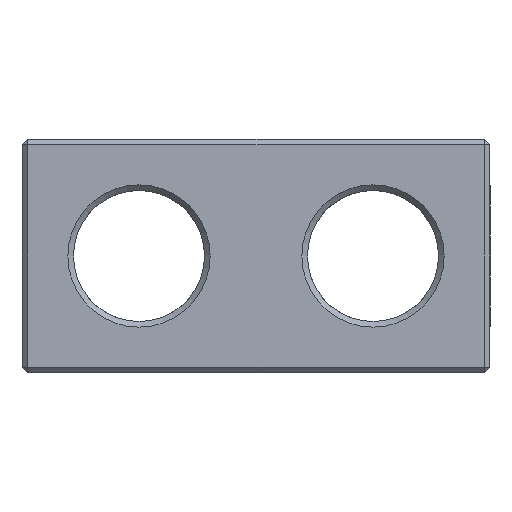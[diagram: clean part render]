
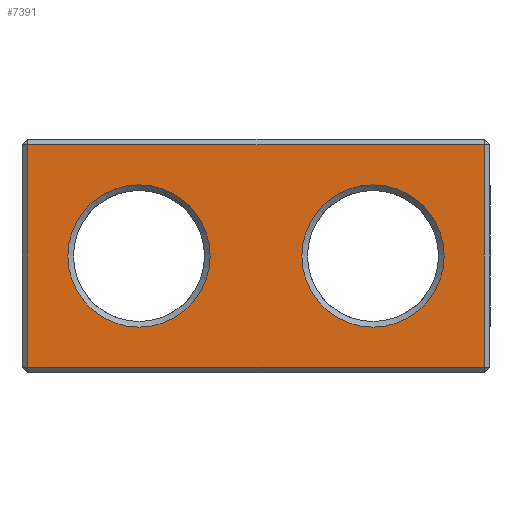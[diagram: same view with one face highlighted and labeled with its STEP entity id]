
A CAD part, left-side view. The second image highlights one B-rep face of the part: STEP entity #7391.
In plain terms, the highlighted planar face has unit normal (-1, 0, 0).
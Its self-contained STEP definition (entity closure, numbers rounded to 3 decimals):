
#345 = PLANE('',#346);
#346 = AXIS2_PLACEMENT_3D('',#347,#348,#349);
#347 = CARTESIAN_POINT('',(-81.1,18.75,0.15));
#348 = DIRECTION('',(-0.707,0.,-0.707
    ));
#349 = DIRECTION('',(0.,1.,0.));
#2069 = VERTEX_POINT('',#2070);
#2070 = CARTESIAN_POINT('',(-81.25,18.45,0.3));
#2091 = EDGE_CURVE('',#2069,#2092,#2094,.T.);
#2092 = VERTEX_POINT('',#2093);
#2093 = CARTESIAN_POINT('',(-81.25,-5.95,0.3));
#2094 = SURFACE_CURVE('',#2095,(#2099,#2106),.PCURVE_S1.);
#2095 = LINE('',#2096,#2097);
#2096 = CARTESIAN_POINT('',(-81.25,18.75,0.3));
#2097 = VECTOR('',#2098,1.);
#2098 = DIRECTION('',(0.,-1.,0.));
#2099 = PCURVE('',#345,#2100);
#2100 = DEFINITIONAL_REPRESENTATION('',(#2101),#2105);
#2101 = LINE('',#2102,#2103);
#2102 = CARTESIAN_POINT('',(0.,-0.212));
#2103 = VECTOR('',#2104,1.);
#2104 = DIRECTION('',(-1.,0.));
#2105 = ( GEOMETRIC_REPRESENTATION_CONTEXT(2) 
PARAMETRIC_REPRESENTATION_CONTEXT() REPRESENTATION_CONTEXT('2D SPACE',''
  ) );
#2106 = PCURVE('',#2107,#2112);
#2107 = PLANE('',#2108);
#2108 = AXIS2_PLACEMENT_3D('',#2109,#2110,#2111);
#2109 = CARTESIAN_POINT('',(-81.25,18.75,0.));
#2110 = DIRECTION('',(1.,0.,0.));
#2111 = DIRECTION('',(0.,-1.,0.));
#2112 = DEFINITIONAL_REPRESENTATION('',(#2113),#2117);
#2113 = LINE('',#2114,#2115);
#2114 = CARTESIAN_POINT('',(0.,-0.3));
#2115 = VECTOR('',#2116,1.);
#2116 = DIRECTION('',(1.,0.));
#2117 = ( GEOMETRIC_REPRESENTATION_CONTEXT(2) 
PARAMETRIC_REPRESENTATION_CONTEXT() REPRESENTATION_CONTEXT('2D SPACE',''
  ) );
#6237 = PLANE('',#6238);
#6238 = AXIS2_PLACEMENT_3D('',#6239,#6240,#6241);
#6239 = CARTESIAN_POINT('',(-81.1,18.6,0.));
#6240 = DIRECTION('',(-0.707,0.707,0.)
  );
#6241 = DIRECTION('',(0.,0.,-1.));
#7083 = PLANE('',#7084);
#7084 = AXIS2_PLACEMENT_3D('',#7085,#7086,#7087);
#7085 = CARTESIAN_POINT('',(-81.1,-6.1,0.));
#7086 = DIRECTION('',(-0.707,-0.707,0.
    ));
#7087 = DIRECTION('',(0.,0.,-1.));
#7391 = ADVANCED_FACE('',(#7392,#7467,#7502),#2107,.F.);
#7392 = FACE_BOUND('',#7393,.F.);
#7393 = EDGE_LOOP('',(#7394,#7424,#7445,#7446));
#7394 = ORIENTED_EDGE('',*,*,#7395,.T.);
#7395 = EDGE_CURVE('',#7396,#7398,#7400,.T.);
#7396 = VERTEX_POINT('',#7397);
#7397 = CARTESIAN_POINT('',(-81.25,18.45,12.2));
#7398 = VERTEX_POINT('',#7399);
#7399 = CARTESIAN_POINT('',(-81.25,-5.95,12.2));
#7400 = SURFACE_CURVE('',#7401,(#7405,#7412),.PCURVE_S1.);
#7401 = LINE('',#7402,#7403);
#7402 = CARTESIAN_POINT('',(-81.25,18.75,12.2));
#7403 = VECTOR('',#7404,1.);
#7404 = DIRECTION('',(0.,-1.,0.));
#7405 = PCURVE('',#2107,#7406);
#7406 = DEFINITIONAL_REPRESENTATION('',(#7407),#7411);
#7407 = LINE('',#7408,#7409);
#7408 = CARTESIAN_POINT('',(0.,-12.2));
#7409 = VECTOR('',#7410,1.);
#7410 = DIRECTION('',(1.,0.));
#7411 = ( GEOMETRIC_REPRESENTATION_CONTEXT(2) 
PARAMETRIC_REPRESENTATION_CONTEXT() REPRESENTATION_CONTEXT('2D SPACE',''
  ) );
#7412 = PCURVE('',#7413,#7418);
#7413 = PLANE('',#7414);
#7414 = AXIS2_PLACEMENT_3D('',#7415,#7416,#7417);
#7415 = CARTESIAN_POINT('',(-81.1,18.75,12.35));
#7416 = DIRECTION('',(0.707,0.,-0.707
    ));
#7417 = DIRECTION('',(0.,1.,0.));
#7418 = DEFINITIONAL_REPRESENTATION('',(#7419),#7423);
#7419 = LINE('',#7420,#7421);
#7420 = CARTESIAN_POINT('',(0.,-0.212));
#7421 = VECTOR('',#7422,1.);
#7422 = DIRECTION('',(-1.,0.));
#7423 = ( GEOMETRIC_REPRESENTATION_CONTEXT(2) 
PARAMETRIC_REPRESENTATION_CONTEXT() REPRESENTATION_CONTEXT('2D SPACE',''
  ) );
#7424 = ORIENTED_EDGE('',*,*,#7425,.F.);
#7425 = EDGE_CURVE('',#2092,#7398,#7426,.T.);
#7426 = SURFACE_CURVE('',#7427,(#7431,#7438),.PCURVE_S1.);
#7427 = LINE('',#7428,#7429);
#7428 = CARTESIAN_POINT('',(-81.25,-5.95,0.));
#7429 = VECTOR('',#7430,1.);
#7430 = DIRECTION('',(0.,0.,1.));
#7431 = PCURVE('',#2107,#7432);
#7432 = DEFINITIONAL_REPRESENTATION('',(#7433),#7437);
#7433 = LINE('',#7434,#7435);
#7434 = CARTESIAN_POINT('',(24.7,0.));
#7435 = VECTOR('',#7436,1.);
#7436 = DIRECTION('',(0.,-1.));
#7437 = ( GEOMETRIC_REPRESENTATION_CONTEXT(2) 
PARAMETRIC_REPRESENTATION_CONTEXT() REPRESENTATION_CONTEXT('2D SPACE',''
  ) );
#7438 = PCURVE('',#7083,#7439);
#7439 = DEFINITIONAL_REPRESENTATION('',(#7440),#7444);
#7440 = LINE('',#7441,#7442);
#7441 = CARTESIAN_POINT('',(0.,-0.212));
#7442 = VECTOR('',#7443,1.);
#7443 = DIRECTION('',(-1.,0.));
#7444 = ( GEOMETRIC_REPRESENTATION_CONTEXT(2) 
PARAMETRIC_REPRESENTATION_CONTEXT() REPRESENTATION_CONTEXT('2D SPACE',''
  ) );
#7445 = ORIENTED_EDGE('',*,*,#2091,.F.);
#7446 = ORIENTED_EDGE('',*,*,#7447,.T.);
#7447 = EDGE_CURVE('',#2069,#7396,#7448,.T.);
#7448 = SURFACE_CURVE('',#7449,(#7453,#7460),.PCURVE_S1.);
#7449 = LINE('',#7450,#7451);
#7450 = CARTESIAN_POINT('',(-81.25,18.45,0.));
#7451 = VECTOR('',#7452,1.);
#7452 = DIRECTION('',(0.,0.,1.));
#7453 = PCURVE('',#2107,#7454);
#7454 = DEFINITIONAL_REPRESENTATION('',(#7455),#7459);
#7455 = LINE('',#7456,#7457);
#7456 = CARTESIAN_POINT('',(0.3,0.));
#7457 = VECTOR('',#7458,1.);
#7458 = DIRECTION('',(0.,-1.));
#7459 = ( GEOMETRIC_REPRESENTATION_CONTEXT(2) 
PARAMETRIC_REPRESENTATION_CONTEXT() REPRESENTATION_CONTEXT('2D SPACE',''
  ) );
#7460 = PCURVE('',#6237,#7461);
#7461 = DEFINITIONAL_REPRESENTATION('',(#7462),#7466);
#7462 = LINE('',#7463,#7464);
#7463 = CARTESIAN_POINT('',(0.,0.212));
#7464 = VECTOR('',#7465,1.);
#7465 = DIRECTION('',(-1.,0.));
#7466 = ( GEOMETRIC_REPRESENTATION_CONTEXT(2) 
PARAMETRIC_REPRESENTATION_CONTEXT() REPRESENTATION_CONTEXT('2D SPACE',''
  ) );
#7467 = FACE_BOUND('',#7468,.F.);
#7468 = EDGE_LOOP('',(#7469));
#7469 = ORIENTED_EDGE('',*,*,#7470,.T.);
#7470 = EDGE_CURVE('',#7471,#7471,#7473,.T.);
#7471 = VERTEX_POINT('',#7472);
#7472 = CARTESIAN_POINT('',(-81.25,0.,10.05)
  );
#7473 = SURFACE_CURVE('',#7474,(#7479,#7490),.PCURVE_S1.);
#7474 = CIRCLE('',#7475,3.8);
#7475 = AXIS2_PLACEMENT_3D('',#7476,#7477,#7478);
#7476 = CARTESIAN_POINT('',(-81.25,0.,6.25));
#7477 = DIRECTION('',(-1.,0.,0.));
#7478 = DIRECTION('',(0.,0.,1.));
#7479 = PCURVE('',#2107,#7480);
#7480 = DEFINITIONAL_REPRESENTATION('',(#7481),#7489);
#7481 = ( BOUNDED_CURVE() B_SPLINE_CURVE(2,(#7482,#7483,#7484,#7485,
#7486,#7487,#7488),.UNSPECIFIED.,.T.,.F.) B_SPLINE_CURVE_WITH_KNOTS((1,2
    ,2,2,2,1),(-2.094,0.,2.094,4.189,
6.283,8.378),.UNSPECIFIED.) CURVE() 
GEOMETRIC_REPRESENTATION_ITEM() RATIONAL_B_SPLINE_CURVE((1.,0.5,1.,0.5,
1.,0.5,1.)) REPRESENTATION_ITEM('') );
#7482 = CARTESIAN_POINT('',(18.75,-10.05));
#7483 = CARTESIAN_POINT('',(12.168,-10.05));
#7484 = CARTESIAN_POINT('',(15.459,-4.35));
#7485 = CARTESIAN_POINT('',(18.75,1.35));
#7486 = CARTESIAN_POINT('',(22.041,-4.35));
#7487 = CARTESIAN_POINT('',(25.332,-10.05));
#7488 = CARTESIAN_POINT('',(18.75,-10.05));
#7489 = ( GEOMETRIC_REPRESENTATION_CONTEXT(2) 
PARAMETRIC_REPRESENTATION_CONTEXT() REPRESENTATION_CONTEXT('2D SPACE',''
  ) );
#7490 = PCURVE('',#7491,#7496);
#7491 = CONICAL_SURFACE('',#7492,3.5,0.785);
#7492 = AXIS2_PLACEMENT_3D('',#7493,#7494,#7495);
#7493 = CARTESIAN_POINT('',(-80.95,0.,6.25));
#7494 = DIRECTION('',(-1.,-0.,-0.));
#7495 = DIRECTION('',(0.,0.,1.));
#7496 = DEFINITIONAL_REPRESENTATION('',(#7497),#7501);
#7497 = LINE('',#7498,#7499);
#7498 = CARTESIAN_POINT('',(0.,0.3));
#7499 = VECTOR('',#7500,1.);
#7500 = DIRECTION('',(1.,0.));
#7501 = ( GEOMETRIC_REPRESENTATION_CONTEXT(2) 
PARAMETRIC_REPRESENTATION_CONTEXT() REPRESENTATION_CONTEXT('2D SPACE',''
  ) );
#7502 = FACE_BOUND('',#7503,.F.);
#7503 = EDGE_LOOP('',(#7504));
#7504 = ORIENTED_EDGE('',*,*,#7505,.T.);
#7505 = EDGE_CURVE('',#7506,#7506,#7508,.T.);
#7506 = VERTEX_POINT('',#7507);
#7507 = CARTESIAN_POINT('',(-81.25,12.5,10.05));
#7508 = SURFACE_CURVE('',#7509,(#7514,#7525),.PCURVE_S1.);
#7509 = CIRCLE('',#7510,3.8);
#7510 = AXIS2_PLACEMENT_3D('',#7511,#7512,#7513);
#7511 = CARTESIAN_POINT('',(-81.25,12.5,6.25));
#7512 = DIRECTION('',(-1.,0.,0.));
#7513 = DIRECTION('',(0.,0.,1.));
#7514 = PCURVE('',#2107,#7515);
#7515 = DEFINITIONAL_REPRESENTATION('',(#7516),#7524);
#7516 = ( BOUNDED_CURVE() B_SPLINE_CURVE(2,(#7517,#7518,#7519,#7520,
#7521,#7522,#7523),.UNSPECIFIED.,.T.,.F.) B_SPLINE_CURVE_WITH_KNOTS((1,2
    ,2,2,2,1),(-2.094,0.,2.094,4.189,
6.283,8.378),.UNSPECIFIED.) CURVE() 
GEOMETRIC_REPRESENTATION_ITEM() RATIONAL_B_SPLINE_CURVE((1.,0.5,1.,0.5,
1.,0.5,1.)) REPRESENTATION_ITEM('') );
#7517 = CARTESIAN_POINT('',(6.25,-10.05));
#7518 = CARTESIAN_POINT('',(-0.332,-10.05));
#7519 = CARTESIAN_POINT('',(2.959,-4.35));
#7520 = CARTESIAN_POINT('',(6.25,1.35));
#7521 = CARTESIAN_POINT('',(9.541,-4.35));
#7522 = CARTESIAN_POINT('',(12.832,-10.05));
#7523 = CARTESIAN_POINT('',(6.25,-10.05));
#7524 = ( GEOMETRIC_REPRESENTATION_CONTEXT(2) 
PARAMETRIC_REPRESENTATION_CONTEXT() REPRESENTATION_CONTEXT('2D SPACE',''
  ) );
#7525 = PCURVE('',#7526,#7531);
#7526 = CONICAL_SURFACE('',#7527,3.5,0.785);
#7527 = AXIS2_PLACEMENT_3D('',#7528,#7529,#7530);
#7528 = CARTESIAN_POINT('',(-80.95,12.5,6.25));
#7529 = DIRECTION('',(-1.,-0.,0.));
#7530 = DIRECTION('',(0.,0.,1.));
#7531 = DEFINITIONAL_REPRESENTATION('',(#7532),#7536);
#7532 = LINE('',#7533,#7534);
#7533 = CARTESIAN_POINT('',(0.,0.3));
#7534 = VECTOR('',#7535,1.);
#7535 = DIRECTION('',(1.,0.));
#7536 = ( GEOMETRIC_REPRESENTATION_CONTEXT(2) 
PARAMETRIC_REPRESENTATION_CONTEXT() REPRESENTATION_CONTEXT('2D SPACE',''
  ) );
